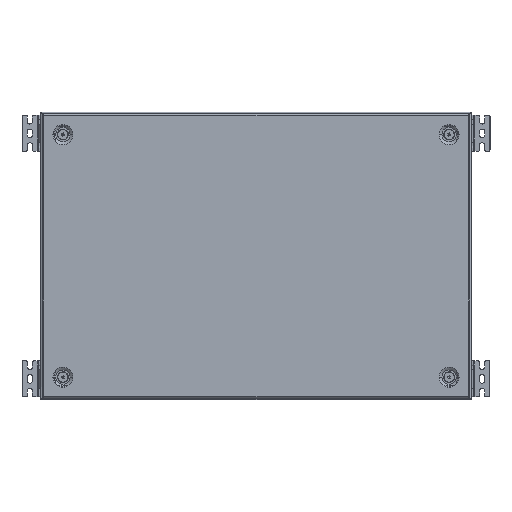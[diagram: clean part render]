
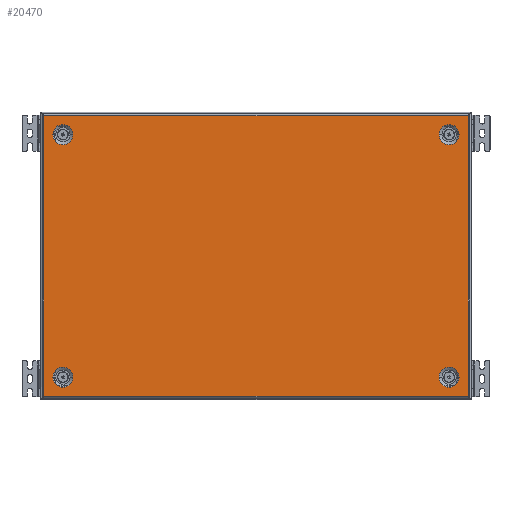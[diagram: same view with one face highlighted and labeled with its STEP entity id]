
A CAD part, top view. The second image highlights one B-rep face of the part: STEP entity #20470.
In plain terms, the highlighted planar face has unit normal (0, 0, 1).
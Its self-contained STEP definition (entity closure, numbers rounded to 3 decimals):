
#33 = EDGE_CURVE ( 'NONE', #7428, #20665, #11171, .T. ) ;
#221 = VERTEX_POINT ( 'NONE', #14034 ) ;
#276 = EDGE_CURVE ( 'NONE', #26402, #20922, #3432, .T. ) ;
#322 = EDGE_CURVE ( 'NONE', #18823, #25098, #20606, .T. ) ;
#1028 = ORIENTED_EDGE ( 'NONE', *, *, #25530, .T. ) ;
#1375 = CARTESIAN_POINT ( 'NONE',  ( -255., 169., 0. ) ) ;
#1386 = CARTESIAN_POINT ( 'NONE',  ( -295.5, 195.5, 0. ) ) ;
#1473 = LINE ( 'NONE', #3694, #24358 ) ;
#1494 = CARTESIAN_POINT ( 'NONE',  ( -295.5, 195.793, 0. ) ) ;
#1922 = ORIENTED_EDGE ( 'NONE', *, *, #24049, .F. ) ;
#1933 = ORIENTED_EDGE ( 'NONE', *, *, #33, .F. ) ;
#1941 = FACE_BOUND ( 'NONE', #6835, .T. ) ;
#2334 = ORIENTED_EDGE ( 'NONE', *, *, #13054, .T. ) ;
#2488 = DIRECTION ( 'NONE',  ( -1., 0., 0. ) ) ;
#2621 = CARTESIAN_POINT ( 'NONE',  ( -297.5, 195.5, 0. ) ) ;
#2732 = AXIS2_PLACEMENT_3D ( 'NONE', #24595, #25005, #5906 ) ;
#2768 = DIRECTION ( 'NONE',  ( 1., 0., 0. ) ) ;
#3072 = DIRECTION ( 'NONE',  ( 0., 0., 1. ) ) ;
#3432 = LINE ( 'NONE', #6081, #23199 ) ;
#3694 = CARTESIAN_POINT ( 'NONE',  ( -295.793, -195.5, 0. ) ) ;
#4165 = ORIENTED_EDGE ( 'NONE', *, *, #9318, .F. ) ;
#4457 = AXIS2_PLACEMENT_3D ( 'NONE', #6405, #12531, #18812 ) ;
#4495 = VERTEX_POINT ( 'NONE', #11820 ) ;
#4516 = CIRCLE ( 'NONE', #12085, 14. ) ;
#4583 = CARTESIAN_POINT ( 'NONE',  ( 269., 169., 0. ) ) ;
#4951 = ORIENTED_EDGE ( 'NONE', *, *, #22165, .F. ) ;
#5165 = CARTESIAN_POINT ( 'NONE',  ( -269., 169., 0. ) ) ;
#5729 = EDGE_LOOP ( 'NONE', ( #9073, #9556 ) ) ;
#5906 = DIRECTION ( 'NONE',  ( 1., 0., 0. ) ) ;
#6000 = AXIS2_PLACEMENT_3D ( 'NONE', #5165, #3072, #9330 ) ;
#6077 = EDGE_CURVE ( 'NONE', #21793, #20933, #15786, .T. ) ;
#6081 = CARTESIAN_POINT ( 'NONE',  ( 295.793, 195.5, 0. ) ) ;
#6167 = VECTOR ( 'NONE', #7680, 1000. ) ;
#6251 = CARTESIAN_POINT ( 'NONE',  ( 295.793, 195.5, 0. ) ) ;
#6405 = CARTESIAN_POINT ( 'NONE',  ( 0., 0., 0. ) ) ;
#6487 = ORIENTED_EDGE ( 'NONE', *, *, #23460, .F. ) ;
#6577 = CARTESIAN_POINT ( 'NONE',  ( 295.5, -195.5, 0. ) ) ;
#6835 = EDGE_LOOP ( 'NONE', ( #6487, #8310 ) ) ;
#6941 = DIRECTION ( 'NONE',  ( 1., 0., 0. ) ) ;
#7057 = ORIENTED_EDGE ( 'NONE', *, *, #14607, .T. ) ;
#7061 = DIRECTION ( 'NONE',  ( 0., 0., 1. ) ) ;
#7341 = DIRECTION ( 'NONE',  ( 0., 0., 1. ) ) ;
#7404 = AXIS2_PLACEMENT_3D ( 'NONE', #17333, #23466, #19003 ) ;
#7428 = VERTEX_POINT ( 'NONE', #14491 ) ;
#7680 = DIRECTION ( 'NONE',  ( -1., 0., 0. ) ) ;
#8097 = CARTESIAN_POINT ( 'NONE',  ( 269., -169., 0. ) ) ;
#8182 = VERTEX_POINT ( 'NONE', #13574 ) ;
#8203 = LINE ( 'NONE', #8619, #22216 ) ;
#8310 = ORIENTED_EDGE ( 'NONE', *, *, #6077, .F. ) ;
#8515 = CIRCLE ( 'NONE', #2732, 14. ) ;
#8551 = CARTESIAN_POINT ( 'NONE',  ( -295.5, -195.5, 0. ) ) ;
#8619 = CARTESIAN_POINT ( 'NONE',  ( -295.793, -195.5, 0. ) ) ;
#8652 = CARTESIAN_POINT ( 'NONE',  ( 295.5, -195.793, 0. ) ) ;
#8698 = CARTESIAN_POINT ( 'NONE',  ( 255., 169., 0. ) ) ;
#9073 = ORIENTED_EDGE ( 'NONE', *, *, #17879, .F. ) ;
#9140 = ORIENTED_EDGE ( 'NONE', *, *, #15146, .T. ) ;
#9318 = EDGE_CURVE ( 'NONE', #8182, #18322, #23263, .T. ) ;
#9330 = DIRECTION ( 'NONE',  ( 1., 0., 0. ) ) ;
#9393 = VECTOR ( 'NONE', #14312, 1000. ) ;
#9556 = ORIENTED_EDGE ( 'NONE', *, *, #13177, .F. ) ;
#9593 = VERTEX_POINT ( 'NONE', #8698 ) ;
#10706 = FACE_BOUND ( 'NONE', #15018, .T. ) ;
#11110 = DIRECTION ( 'NONE',  ( 1., 0., 0. ) ) ;
#11171 = CIRCLE ( 'NONE', #16948, 14. ) ;
#11178 = LINE ( 'NONE', #6251, #6167 ) ;
#11530 = CARTESIAN_POINT ( 'NONE',  ( 297.5, -195.5, 0. ) ) ;
#11659 = CARTESIAN_POINT ( 'NONE',  ( 269., -169., 0. ) ) ;
#11743 = EDGE_LOOP ( 'NONE', ( #4165, #4951 ) ) ;
#11820 = CARTESIAN_POINT ( 'NONE',  ( 295.4, -195.5, 0. ) ) ;
#12085 = AXIS2_PLACEMENT_3D ( 'NONE', #8097, #12965, #16605 ) ;
#12183 = DIRECTION ( 'NONE',  ( 1., 0., 0. ) ) ;
#12373 = CIRCLE ( 'NONE', #15948, 14. ) ;
#12531 = DIRECTION ( 'NONE',  ( 0., 0., 1. ) ) ;
#12774 = VERTEX_POINT ( 'NONE', #15886 ) ;
#12933 = PLANE ( 'NONE',  #4457 ) ;
#12965 = DIRECTION ( 'NONE',  ( 0., 0., 1. ) ) ;
#13054 = EDGE_CURVE ( 'NONE', #25098, #221, #8203, .T. ) ;
#13078 = DIRECTION ( 'NONE',  ( 0., 0., 1. ) ) ;
#13177 = EDGE_CURVE ( 'NONE', #9593, #12774, #12373, .T. ) ;
#13574 = CARTESIAN_POINT ( 'NONE',  ( -283., -169., 0. ) ) ;
#14034 = CARTESIAN_POINT ( 'NONE',  ( -295.4, -195.5, 0. ) ) ;
#14312 = DIRECTION ( 'NONE',  ( 0., -1., 0. ) ) ;
#14491 = CARTESIAN_POINT ( 'NONE',  ( 283., -169., 0. ) ) ;
#14607 = EDGE_CURVE ( 'NONE', #4495, #15839, #22149, .T. ) ;
#14758 = FACE_BOUND ( 'NONE', #11743, .T. ) ;
#15018 = EDGE_LOOP ( 'NONE', ( #1933, #1922 ) ) ;
#15063 = VECTOR ( 'NONE', #17168, 1000. ) ;
#15115 = VERTEX_POINT ( 'NONE', #20302 ) ;
#15146 = EDGE_CURVE ( 'NONE', #221, #4495, #1473, .T. ) ;
#15177 = FACE_BOUND ( 'NONE', #5729, .T. ) ;
#15786 = CIRCLE ( 'NONE', #6000, 14. ) ;
#15839 = VERTEX_POINT ( 'NONE', #6577 ) ;
#15886 = CARTESIAN_POINT ( 'NONE',  ( 283., 169., 0. ) ) ;
#15948 = AXIS2_PLACEMENT_3D ( 'NONE', #4583, #13078, #2488 ) ;
#15994 = VECTOR ( 'NONE', #26179, 1000. ) ;
#16605 = DIRECTION ( 'NONE',  ( 1., 0., 0. ) ) ;
#16654 = EDGE_CURVE ( 'NONE', #15115, #26402, #11178, .T. ) ;
#16933 = EDGE_CURVE ( 'NONE', #18823, #20922, #17124, .T. ) ;
#16948 = AXIS2_PLACEMENT_3D ( 'NONE', #11659, #21867, #2768 ) ;
#17124 = LINE ( 'NONE', #2621, #27071 ) ;
#17168 = DIRECTION ( 'NONE',  ( 0., 1., 0. ) ) ;
#17333 = CARTESIAN_POINT ( 'NONE',  ( 269., 169., 0. ) ) ;
#17358 = EDGE_LOOP ( 'NONE', ( #18454, #21349, #25903, #20223, #2334, #9140, #7057, #1028 ) ) ;
#17879 = EDGE_CURVE ( 'NONE', #12774, #9593, #24338, .T. ) ;
#18270 = CIRCLE ( 'NONE', #21842, 14. ) ;
#18322 = VERTEX_POINT ( 'NONE', #18432 ) ;
#18432 = CARTESIAN_POINT ( 'NONE',  ( -255., -169., 0. ) ) ;
#18454 = ORIENTED_EDGE ( 'NONE', *, *, #16654, .T. ) ;
#18812 = DIRECTION ( 'NONE',  ( 1., 0., 0. ) ) ;
#18823 = VERTEX_POINT ( 'NONE', #1386 ) ;
#19003 = DIRECTION ( 'NONE',  ( -1., 0., 0. ) ) ;
#19305 = CARTESIAN_POINT ( 'NONE',  ( 295.4, 195.5, 0. ) ) ;
#19904 = CARTESIAN_POINT ( 'NONE',  ( -269., -169., 0. ) ) ;
#20012 = CARTESIAN_POINT ( 'NONE',  ( -295.4, 195.5, 0. ) ) ;
#20057 = CARTESIAN_POINT ( 'NONE',  ( 255., -169., 0. ) ) ;
#20223 = ORIENTED_EDGE ( 'NONE', *, *, #322, .T. ) ;
#20302 = CARTESIAN_POINT ( 'NONE',  ( 295.5, 195.5, 0. ) ) ;
#20470 = ADVANCED_FACE ( 'NONE', ( #23128, #10706, #15177, #14758, #1941 ), #12933, .T. ) ;
#20606 = LINE ( 'NONE', #1494, #9393 ) ;
#20665 = VERTEX_POINT ( 'NONE', #20057 ) ;
#20922 = VERTEX_POINT ( 'NONE', #20012 ) ;
#20933 = VERTEX_POINT ( 'NONE', #25999 ) ;
#21349 = ORIENTED_EDGE ( 'NONE', *, *, #276, .T. ) ;
#21636 = LINE ( 'NONE', #8652, #15063 ) ;
#21793 = VERTEX_POINT ( 'NONE', #1375 ) ;
#21842 = AXIS2_PLACEMENT_3D ( 'NONE', #19904, #7341, #23939 ) ;
#21867 = DIRECTION ( 'NONE',  ( 0., 0., 1. ) ) ;
#21941 = AXIS2_PLACEMENT_3D ( 'NONE', #26156, #7061, #26564 ) ;
#22149 = LINE ( 'NONE', #11530, #15994 ) ;
#22165 = EDGE_CURVE ( 'NONE', #18322, #8182, #18270, .T. ) ;
#22216 = VECTOR ( 'NONE', #6941, 1000. ) ;
#23128 = FACE_OUTER_BOUND ( 'NONE', #17358, .T. ) ;
#23199 = VECTOR ( 'NONE', #27401, 1000. ) ;
#23263 = CIRCLE ( 'NONE', #21941, 14. ) ;
#23460 = EDGE_CURVE ( 'NONE', #20933, #21793, #8515, .T. ) ;
#23466 = DIRECTION ( 'NONE',  ( 0., 0., 1. ) ) ;
#23939 = DIRECTION ( 'NONE',  ( -1., 0., 0. ) ) ;
#24049 = EDGE_CURVE ( 'NONE', #20665, #7428, #4516, .T. ) ;
#24338 = CIRCLE ( 'NONE', #7404, 14. ) ;
#24358 = VECTOR ( 'NONE', #12183, 1000. ) ;
#24595 = CARTESIAN_POINT ( 'NONE',  ( -269., 169., 0. ) ) ;
#25005 = DIRECTION ( 'NONE',  ( 0., 0., 1. ) ) ;
#25098 = VERTEX_POINT ( 'NONE', #8551 ) ;
#25530 = EDGE_CURVE ( 'NONE', #15839, #15115, #21636, .T. ) ;
#25903 = ORIENTED_EDGE ( 'NONE', *, *, #16933, .F. ) ;
#25999 = CARTESIAN_POINT ( 'NONE',  ( -283., 169., 0. ) ) ;
#26156 = CARTESIAN_POINT ( 'NONE',  ( -269., -169., 0. ) ) ;
#26179 = DIRECTION ( 'NONE',  ( 1., 0., 0. ) ) ;
#26402 = VERTEX_POINT ( 'NONE', #19305 ) ;
#26564 = DIRECTION ( 'NONE',  ( -1., 0., 0. ) ) ;
#27071 = VECTOR ( 'NONE', #11110, 1000. ) ;
#27401 = DIRECTION ( 'NONE',  ( -1., 0., 0. ) ) ;
